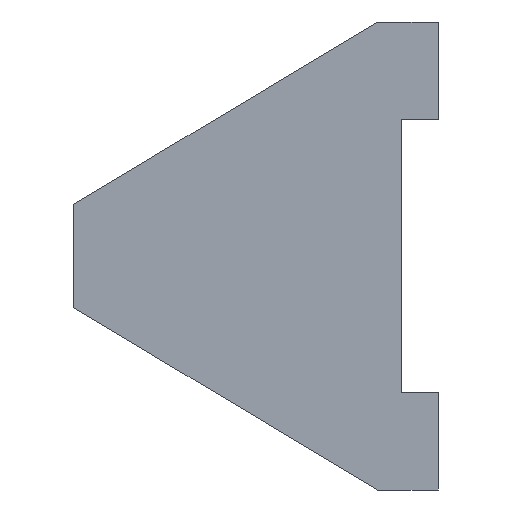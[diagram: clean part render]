
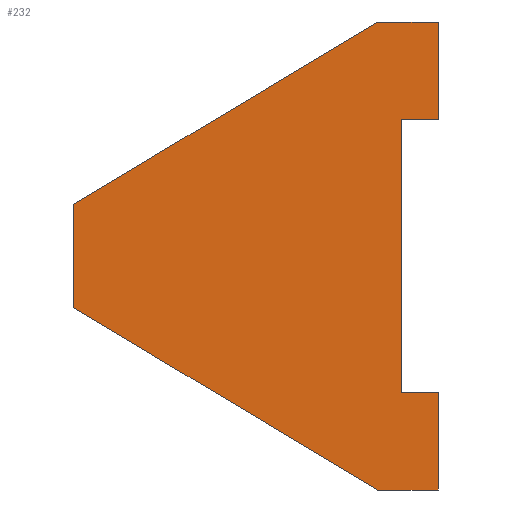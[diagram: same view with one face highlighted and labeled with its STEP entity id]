
A CAD part, left-side view. The second image highlights one B-rep face of the part: STEP entity #232.
In plain terms, the highlighted planar face has unit normal (-1, 0, 0).
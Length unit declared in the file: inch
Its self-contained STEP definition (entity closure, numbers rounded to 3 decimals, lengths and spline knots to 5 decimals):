
#26=FACE_OUTER_BOUND('',#38,.T.);
#38=EDGE_LOOP('',(#199,#200,#201,#202,#203,#204,#205,#206,#207,#208));
#39=LINE('',#319,#69);
#43=LINE('',#327,#73);
#46=LINE('',#333,#76);
#49=LINE('',#339,#79);
#52=LINE('',#345,#82);
#55=LINE('',#351,#85);
#58=LINE('',#357,#88);
#61=LINE('',#363,#91);
#64=LINE('',#369,#94);
#67=LINE('',#374,#97);
#69=VECTOR('',#263,0.3937);
#73=VECTOR('',#269,0.3937);
#76=VECTOR('',#274,0.3937);
#79=VECTOR('',#279,0.3937);
#82=VECTOR('',#284,0.3937);
#85=VECTOR('',#289,0.3937);
#88=VECTOR('',#294,0.3937);
#91=VECTOR('',#299,0.3937);
#94=VECTOR('',#304,0.3937);
#97=VECTOR('',#309,0.3937);
#99=VERTEX_POINT('',#317);
#100=VERTEX_POINT('',#318);
#103=VERTEX_POINT('',#326);
#105=VERTEX_POINT('',#332);
#107=VERTEX_POINT('',#338);
#109=VERTEX_POINT('',#344);
#111=VERTEX_POINT('',#350);
#113=VERTEX_POINT('',#356);
#115=VERTEX_POINT('',#362);
#117=VERTEX_POINT('',#368);
#119=EDGE_CURVE('',#99,#100,#39,.T.);
#123=EDGE_CURVE('',#100,#103,#43,.T.);
#126=EDGE_CURVE('',#103,#105,#46,.T.);
#129=EDGE_CURVE('',#105,#107,#49,.T.);
#132=EDGE_CURVE('',#109,#107,#52,.T.);
#135=EDGE_CURVE('',#111,#109,#55,.T.);
#138=EDGE_CURVE('',#113,#111,#58,.T.);
#141=EDGE_CURVE('',#115,#113,#61,.T.);
#144=EDGE_CURVE('',#117,#115,#64,.T.);
#147=EDGE_CURVE('',#99,#117,#67,.T.);
#199=ORIENTED_EDGE('',*,*,#147,.F.);
#200=ORIENTED_EDGE('',*,*,#119,.T.);
#201=ORIENTED_EDGE('',*,*,#123,.T.);
#202=ORIENTED_EDGE('',*,*,#126,.T.);
#203=ORIENTED_EDGE('',*,*,#129,.T.);
#204=ORIENTED_EDGE('',*,*,#132,.F.);
#205=ORIENTED_EDGE('',*,*,#135,.F.);
#206=ORIENTED_EDGE('',*,*,#138,.F.);
#207=ORIENTED_EDGE('',*,*,#141,.F.);
#208=ORIENTED_EDGE('',*,*,#144,.F.);
#220=PLANE('',#258);
#232=ADVANCED_FACE('',(#26),#220,.F.);
#258=AXIS2_PLACEMENT_3D('',#377,#313,#314);
#263=DIRECTION('',(0.,-0.857,-0.514));
#269=DIRECTION('',(0.,-1.,0.));
#274=DIRECTION('',(0.,0.,1.));
#279=DIRECTION('',(0.,1.,0.));
#284=DIRECTION('',(0.,0.,-1.));
#289=DIRECTION('',(0.,1.,0.));
#294=DIRECTION('',(0.,0.,-1.));
#299=DIRECTION('',(0.,-1.,0.));
#304=DIRECTION('',(0.,-0.857,0.514));
#309=DIRECTION('',(0.,0.,1.));
#313=DIRECTION('center_axis',(1.,0.,0.));
#314=DIRECTION('ref_axis',(0.,0.,-1.));
#317=CARTESIAN_POINT('',(0.,0.,3.75));
#318=CARTESIAN_POINT('',(0.,-6.25,0.));
#319=CARTESIAN_POINT('',(0.,0.,3.75));
#326=CARTESIAN_POINT('',(0.,-7.5,0.));
#327=CARTESIAN_POINT('',(0.,-6.25,0.));
#332=CARTESIAN_POINT('',(0.,-7.5,2.));
#333=CARTESIAN_POINT('',(0.,-7.5,0.));
#338=CARTESIAN_POINT('',(0.,-6.75,2.));
#339=CARTESIAN_POINT('',(0.,-7.5,2.));
#344=CARTESIAN_POINT('',(0.,-6.75,7.625));
#345=CARTESIAN_POINT('',(0.,-6.75,7.625));
#350=CARTESIAN_POINT('',(0.,-7.5,7.625));
#351=CARTESIAN_POINT('',(0.,-7.5,7.625));
#356=CARTESIAN_POINT('',(0.,-7.5,9.625));
#357=CARTESIAN_POINT('',(0.,-7.5,9.625));
#362=CARTESIAN_POINT('',(0.,-6.25,9.625));
#363=CARTESIAN_POINT('',(0.,-6.25,9.625));
#368=CARTESIAN_POINT('',(0.,0.,5.875));
#369=CARTESIAN_POINT('',(0.,0.,5.875));
#374=CARTESIAN_POINT('',(0.,0.,3.75));
#377=CARTESIAN_POINT('Origin',(0.,-3.75,4.8125));
